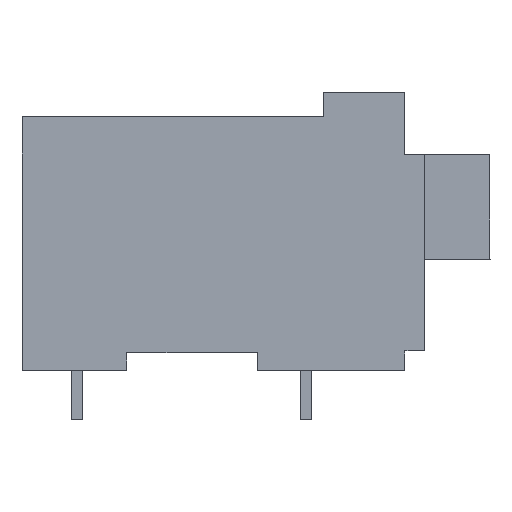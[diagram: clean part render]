
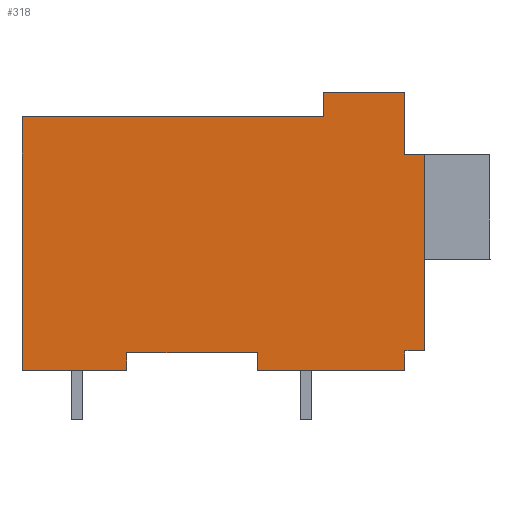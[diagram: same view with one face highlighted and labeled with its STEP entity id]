
A CAD part, left-side view. The second image highlights one B-rep face of the part: STEP entity #318.
In plain terms, the highlighted planar face has unit normal (-1, 0, 0).
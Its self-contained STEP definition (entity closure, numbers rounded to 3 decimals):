
#218=AXIS2_PLACEMENT_3D('Plane Axis2P3D',#215,#216,#217) ;
#70=CARTESIAN_POINT('Vertex',(0.,14.3,1.5)) ;
#73=CARTESIAN_POINT('Line Origine',(0.,14.3,5.375)) ;
#77=CARTESIAN_POINT('Vertex',(0.,14.3,9.25)) ;
#200=CARTESIAN_POINT('Vertex',(0.,11.1,1.5)) ;
#203=CARTESIAN_POINT('Line Origine',(0.,12.7,1.5)) ;
#215=CARTESIAN_POINT('Axis2P3D Location',(0.,14.3,-1.9)) ;
#220=CARTESIAN_POINT('Line Origine',(0.,9.7,9.25)) ;
#224=CARTESIAN_POINT('Vertex',(0.,5.1,9.25)) ;
#227=CARTESIAN_POINT('Line Origine',(0.,11.1,1.775)) ;
#231=CARTESIAN_POINT('Vertex',(0.,11.1,2.05)) ;
#234=CARTESIAN_POINT('Line Origine',(0.,9.1,2.05)) ;
#238=CARTESIAN_POINT('Vertex',(0.,7.1,2.05)) ;
#241=CARTESIAN_POINT('Line Origine',(0.,7.1,1.775)) ;
#245=CARTESIAN_POINT('Vertex',(0.,7.1,1.5)) ;
#248=CARTESIAN_POINT('Line Origine',(0.,4.85,1.5)) ;
#252=CARTESIAN_POINT('Vertex',(0.,2.6,1.5)) ;
#255=CARTESIAN_POINT('Line Origine',(0.,2.6,1.8)) ;
#259=CARTESIAN_POINT('Vertex',(0.,2.6,2.1)) ;
#262=CARTESIAN_POINT('Line Origine',(0.,2.3,2.1)) ;
#266=CARTESIAN_POINT('Vertex',(0.,2.,2.1)) ;
#269=CARTESIAN_POINT('Line Origine',(0.,2.,5.1)) ;
#273=CARTESIAN_POINT('Vertex',(0.,2.,8.1)) ;
#276=CARTESIAN_POINT('Line Origine',(0.,2.3,8.1)) ;
#280=CARTESIAN_POINT('Vertex',(0.,2.6,8.1)) ;
#283=CARTESIAN_POINT('Line Origine',(0.,2.6,9.05)) ;
#287=CARTESIAN_POINT('Vertex',(0.,2.6,10.)) ;
#290=CARTESIAN_POINT('Line Origine',(0.,3.85,10.)) ;
#294=CARTESIAN_POINT('Vertex',(0.,5.1,10.)) ;
#297=CARTESIAN_POINT('Line Origine',(0.,5.1,9.625)) ;
#74=DIRECTION('Vector Direction',(0.,0.,-1.)) ;
#204=DIRECTION('Vector Direction',(0.,-1.,0.)) ;
#216=DIRECTION('Axis2P3D Direction',(-1.,0.,0.)) ;
#217=DIRECTION('Axis2P3D XDirection',(0.,-1.,0.)) ;
#221=DIRECTION('Vector Direction',(0.,1.,0.)) ;
#228=DIRECTION('Vector Direction',(0.,0.,1.)) ;
#235=DIRECTION('Vector Direction',(0.,-1.,0.)) ;
#242=DIRECTION('Vector Direction',(0.,0.,-1.)) ;
#249=DIRECTION('Vector Direction',(0.,-1.,0.)) ;
#256=DIRECTION('Vector Direction',(0.,0.,1.)) ;
#263=DIRECTION('Vector Direction',(0.,-1.,0.)) ;
#270=DIRECTION('Vector Direction',(0.,0.,-1.)) ;
#277=DIRECTION('Vector Direction',(0.,1.,0.)) ;
#284=DIRECTION('Vector Direction',(0.,0.,1.)) ;
#291=DIRECTION('Vector Direction',(0.,1.,0.)) ;
#298=DIRECTION('Vector Direction',(0.,0.,1.)) ;
#75=VECTOR('Line Direction',#74,1.) ;
#205=VECTOR('Line Direction',#204,1.) ;
#222=VECTOR('Line Direction',#221,1.) ;
#229=VECTOR('Line Direction',#228,1.) ;
#236=VECTOR('Line Direction',#235,1.) ;
#243=VECTOR('Line Direction',#242,1.) ;
#250=VECTOR('Line Direction',#249,1.) ;
#257=VECTOR('Line Direction',#256,1.) ;
#264=VECTOR('Line Direction',#263,1.) ;
#271=VECTOR('Line Direction',#270,1.) ;
#278=VECTOR('Line Direction',#277,1.) ;
#285=VECTOR('Line Direction',#284,1.) ;
#292=VECTOR('Line Direction',#291,1.) ;
#299=VECTOR('Line Direction',#298,1.) ;
#303=ORIENTED_EDGE('',*,*,#226,.T.) ;
#304=ORIENTED_EDGE('',*,*,#79,.T.) ;
#305=ORIENTED_EDGE('',*,*,#207,.T.) ;
#306=ORIENTED_EDGE('',*,*,#233,.T.) ;
#307=ORIENTED_EDGE('',*,*,#240,.T.) ;
#308=ORIENTED_EDGE('',*,*,#247,.T.) ;
#309=ORIENTED_EDGE('',*,*,#254,.T.) ;
#310=ORIENTED_EDGE('',*,*,#261,.T.) ;
#311=ORIENTED_EDGE('',*,*,#268,.T.) ;
#312=ORIENTED_EDGE('',*,*,#275,.T.) ;
#313=ORIENTED_EDGE('',*,*,#282,.T.) ;
#314=ORIENTED_EDGE('',*,*,#289,.T.) ;
#315=ORIENTED_EDGE('',*,*,#296,.T.) ;
#316=ORIENTED_EDGE('',*,*,#301,.T.) ;
#318=ADVANCED_FACE('HOUSING',(#317),#219,.T.) ;
#79=EDGE_CURVE('',#78,#71,#76,.T.) ;
#207=EDGE_CURVE('',#71,#201,#206,.T.) ;
#226=EDGE_CURVE('',#225,#78,#223,.T.) ;
#233=EDGE_CURVE('',#201,#232,#230,.T.) ;
#240=EDGE_CURVE('',#232,#239,#237,.T.) ;
#247=EDGE_CURVE('',#239,#246,#244,.T.) ;
#254=EDGE_CURVE('',#246,#253,#251,.T.) ;
#261=EDGE_CURVE('',#253,#260,#258,.T.) ;
#268=EDGE_CURVE('',#260,#267,#265,.T.) ;
#275=EDGE_CURVE('',#267,#274,#272,.F.) ;
#282=EDGE_CURVE('',#274,#281,#279,.T.) ;
#289=EDGE_CURVE('',#281,#288,#286,.T.) ;
#296=EDGE_CURVE('',#288,#295,#293,.T.) ;
#301=EDGE_CURVE('',#295,#225,#300,.F.) ;
#302=EDGE_LOOP('',(#303,#304,#305,#306,#307,#308,#309,#310,#311,#312,#313,#314,#315,#316)) ;
#317=FACE_OUTER_BOUND('',#302,.T.) ;
#76=LINE('Line',#73,#75) ;
#206=LINE('Line',#203,#205) ;
#223=LINE('Line',#220,#222) ;
#230=LINE('Line',#227,#229) ;
#237=LINE('Line',#234,#236) ;
#244=LINE('Line',#241,#243) ;
#251=LINE('Line',#248,#250) ;
#258=LINE('Line',#255,#257) ;
#265=LINE('Line',#262,#264) ;
#272=LINE('Line',#269,#271) ;
#279=LINE('Line',#276,#278) ;
#286=LINE('Line',#283,#285) ;
#293=LINE('Line',#290,#292) ;
#300=LINE('Line',#297,#299) ;
#219=PLANE('',#218) ;
#71=VERTEX_POINT('',#70) ;
#78=VERTEX_POINT('',#77) ;
#201=VERTEX_POINT('',#200) ;
#225=VERTEX_POINT('',#224) ;
#232=VERTEX_POINT('',#231) ;
#239=VERTEX_POINT('',#238) ;
#246=VERTEX_POINT('',#245) ;
#253=VERTEX_POINT('',#252) ;
#260=VERTEX_POINT('',#259) ;
#267=VERTEX_POINT('',#266) ;
#274=VERTEX_POINT('',#273) ;
#281=VERTEX_POINT('',#280) ;
#288=VERTEX_POINT('',#287) ;
#295=VERTEX_POINT('',#294) ;
